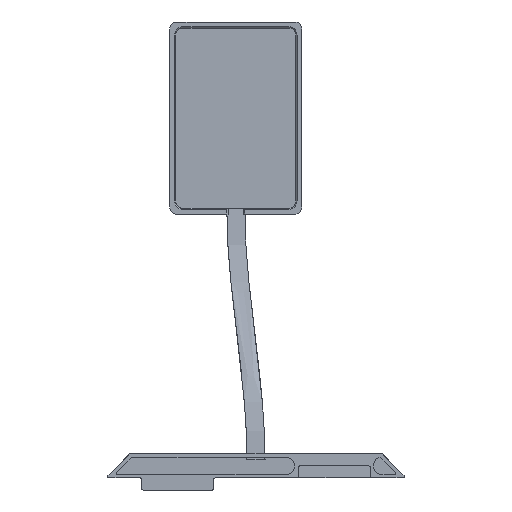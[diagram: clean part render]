
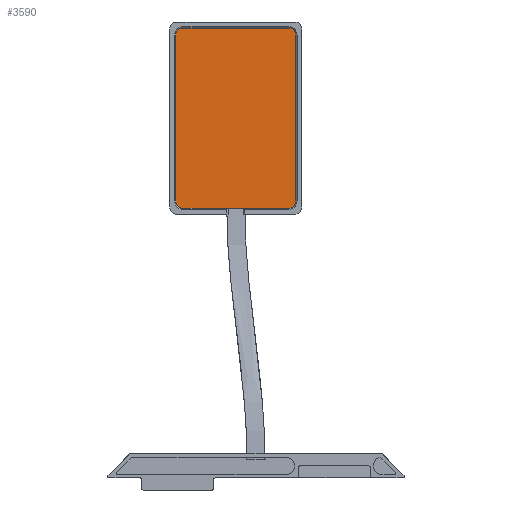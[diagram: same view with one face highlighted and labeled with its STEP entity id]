
A CAD part, front view. The second image highlights one B-rep face of the part: STEP entity #3590.
In plain terms, the highlighted planar face has unit normal (0, -1, 0).
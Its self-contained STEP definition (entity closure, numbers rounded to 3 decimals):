
#435 = DIRECTION ( 'NONE',  ( 0., 0., -1. ) ) ;
#509 = ORIENTED_EDGE ( 'NONE', *, *, #2380, .F. ) ;
#645 = VERTEX_POINT ( 'NONE', #4708 ) ;
#771 = VERTEX_POINT ( 'NONE', #1587 ) ;
#1132 = CARTESIAN_POINT ( 'NONE',  ( -50., -25., -75. ) ) ;
#1136 = CARTESIAN_POINT ( 'NONE',  ( -44., -25., -69. ) ) ;
#1274 = CARTESIAN_POINT ( 'NONE',  ( -50., -25., 75. ) ) ;
#1587 = CARTESIAN_POINT ( 'NONE',  ( -44., -25., -75. ) ) ;
#1641 = CARTESIAN_POINT ( 'NONE',  ( -50., -25., -69. ) ) ;
#1780 = VERTEX_POINT ( 'NONE', #1641 ) ;
#1880 = LINE ( 'NONE', #1132, #7515 ) ;
#1979 = CARTESIAN_POINT ( 'NONE',  ( 44., -25., 75. ) ) ;
#2058 = DIRECTION ( 'NONE',  ( 0., 0., -1. ) ) ;
#2380 = EDGE_CURVE ( 'NONE', #1780, #645, #7041, .T. ) ;
#2573 = AXIS2_PLACEMENT_3D ( 'NONE', #1136, #4671, #435 ) ;
#2641 = DIRECTION ( 'NONE',  ( 0., 0., -1. ) ) ;
#2904 = CARTESIAN_POINT ( 'NONE',  ( -44., -25., 75. ) ) ;
#2972 = CARTESIAN_POINT ( 'NONE',  ( -50., -25., 75. ) ) ;
#3028 = EDGE_CURVE ( 'NONE', #7820, #771, #1880, .T. ) ;
#3220 = ORIENTED_EDGE ( 'NONE', *, *, #3028, .F. ) ;
#3386 = EDGE_CURVE ( 'NONE', #8804, #6675, #5856, .T. ) ;
#3445 = VERTEX_POINT ( 'NONE', #8607 ) ;
#3446 = DIRECTION ( 'NONE',  ( 0., -1., 0. ) ) ;
#3460 = LINE ( 'NONE', #5737, #5841 ) ;
#3519 = AXIS2_PLACEMENT_3D ( 'NONE', #4158, #3446, #4723 ) ;
#3545 = DIRECTION ( 'NONE',  ( 0., 0., 1. ) ) ;
#3590 = ADVANCED_FACE ( 'NONE', ( #7004 ), #4893, .T. ) ;
#4067 = EDGE_CURVE ( 'NONE', #7820, #7007, #8544, .T. ) ;
#4113 = EDGE_CURVE ( 'NONE', #8804, #645, #6343, .T. ) ;
#4158 = CARTESIAN_POINT ( 'NONE',  ( 44., -25., -69. ) ) ;
#4628 = AXIS2_PLACEMENT_3D ( 'NONE', #6098, #8385, #2058 ) ;
#4671 = DIRECTION ( 'NONE',  ( 0., -1., 0. ) ) ;
#4708 = CARTESIAN_POINT ( 'NONE',  ( -50., -25., 69. ) ) ;
#4723 = DIRECTION ( 'NONE',  ( 0., 0., -1. ) ) ;
#4893 = PLANE ( 'NONE',  #8533 ) ;
#4913 = CARTESIAN_POINT ( 'NONE',  ( -44., -25., 69. ) ) ;
#4927 = CIRCLE ( 'NONE', #4628, 6. ) ;
#5213 = ORIENTED_EDGE ( 'NONE', *, *, #7425, .F. ) ;
#5445 = ORIENTED_EDGE ( 'NONE', *, *, #4067, .T. ) ;
#5460 = EDGE_CURVE ( 'NONE', #3445, #6675, #4927, .T. ) ;
#5737 = CARTESIAN_POINT ( 'NONE',  ( 50., -25., 75. ) ) ;
#5759 = ORIENTED_EDGE ( 'NONE', *, *, #3386, .F. ) ;
#5776 = CARTESIAN_POINT ( 'NONE',  ( 44., -25., -75. ) ) ;
#5841 = VECTOR ( 'NONE', #7047, 1000. ) ;
#5856 = LINE ( 'NONE', #2972, #8974 ) ;
#6098 = CARTESIAN_POINT ( 'NONE',  ( 44., -25., 69. ) ) ;
#6149 = EDGE_LOOP ( 'NONE', ( #3220, #5445, #5213, #7873, #5759, #7019, #509, #6268 ) ) ;
#6228 = CARTESIAN_POINT ( 'NONE',  ( 50., -25., -69. ) ) ;
#6268 = ORIENTED_EDGE ( 'NONE', *, *, #6897, .T. ) ;
#6343 = CIRCLE ( 'NONE', #7391, 6. ) ;
#6418 = CIRCLE ( 'NONE', #2573, 6. ) ;
#6422 = DIRECTION ( 'NONE',  ( 0., -1., 0. ) ) ;
#6675 = VERTEX_POINT ( 'NONE', #1979 ) ;
#6693 = DIRECTION ( 'NONE',  ( -1., 0., 0. ) ) ;
#6897 = EDGE_CURVE ( 'NONE', #1780, #771, #6418, .T. ) ;
#6924 = DIRECTION ( 'NONE',  ( 0., -1., 0. ) ) ;
#7004 = FACE_OUTER_BOUND ( 'NONE', #6149, .T. ) ;
#7007 = VERTEX_POINT ( 'NONE', #6228 ) ;
#7019 = ORIENTED_EDGE ( 'NONE', *, *, #4113, .T. ) ;
#7041 = LINE ( 'NONE', #1274, #9063 ) ;
#7047 = DIRECTION ( 'NONE',  ( 0., 0., -1. ) ) ;
#7203 = DIRECTION ( 'NONE',  ( 1., 0., 0. ) ) ;
#7391 = AXIS2_PLACEMENT_3D ( 'NONE', #4913, #6422, #7811 ) ;
#7425 = EDGE_CURVE ( 'NONE', #3445, #7007, #3460, .T. ) ;
#7515 = VECTOR ( 'NONE', #6693, 1000. ) ;
#7685 = CARTESIAN_POINT ( 'NONE',  ( 0., -25., 0. ) ) ;
#7811 = DIRECTION ( 'NONE',  ( 0., 0., -1. ) ) ;
#7820 = VERTEX_POINT ( 'NONE', #5776 ) ;
#7873 = ORIENTED_EDGE ( 'NONE', *, *, #5460, .T. ) ;
#8385 = DIRECTION ( 'NONE',  ( 0., -1., 0. ) ) ;
#8533 = AXIS2_PLACEMENT_3D ( 'NONE', #7685, #6924, #2641 ) ;
#8544 = CIRCLE ( 'NONE', #3519, 6. ) ;
#8607 = CARTESIAN_POINT ( 'NONE',  ( 50., -25., 69. ) ) ;
#8804 = VERTEX_POINT ( 'NONE', #2904 ) ;
#8974 = VECTOR ( 'NONE', #7203, 1000. ) ;
#9063 = VECTOR ( 'NONE', #3545, 1000. ) ;
